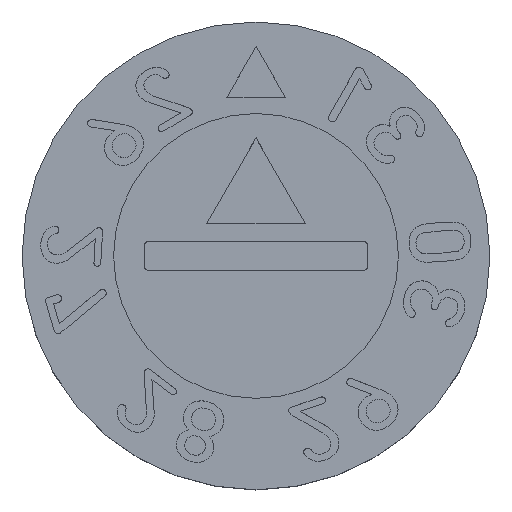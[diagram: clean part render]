
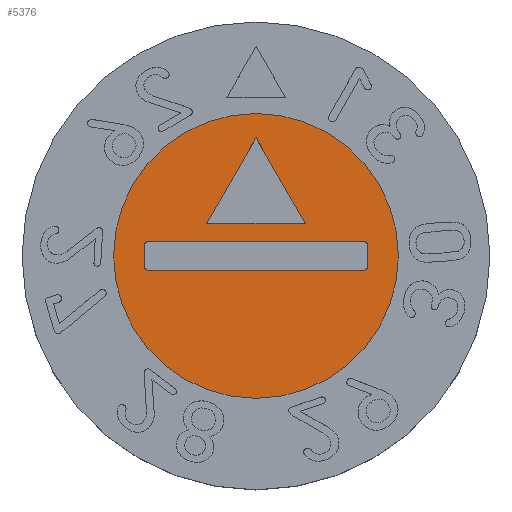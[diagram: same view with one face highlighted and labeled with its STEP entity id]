
A CAD part, top view. The second image highlights one B-rep face of the part: STEP entity #5376.
In plain terms, the highlighted planar face has unit normal (0, 0, 1).
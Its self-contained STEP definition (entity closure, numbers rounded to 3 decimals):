
#46=CIRCLE('',#5549,0.1);
#48=CIRCLE('',#5553,0.1);
#50=CIRCLE('',#5557,0.1);
#52=CIRCLE('',#5561,0.1);
#60=CIRCLE('',#5583,3.5);
#85=FACE_BOUND('',#1186,.T.);
#86=FACE_BOUND('',#1187,.T.);
#870=FACE_OUTER_BOUND('',#1185,.T.);
#1185=EDGE_LOOP('',(#4956));
#1186=EDGE_LOOP('',(#4957,#4958,#4959));
#1187=EDGE_LOOP('',(#4960,#4961,#4962,#4963,#4964,#4965,#4966,#4967));
#1583=LINE('',#10060,#2023);
#1587=LINE('',#10068,#2027);
#1590=LINE('',#10073,#2030);
#1592=LINE('',#10079,#2032);
#1597=LINE('',#10093,#2037);
#1601=LINE('',#10105,#2041);
#1605=LINE('',#10117,#2045);
#2023=VECTOR('',#6204,10.);
#2027=VECTOR('',#6210,10.);
#2030=VECTOR('',#6215,10.);
#2032=VECTOR('',#6221,10.);
#2037=VECTOR('',#6234,10.);
#2041=VECTOR('',#6246,10.);
#2045=VECTOR('',#6258,10.);
#2555=VERTEX_POINT('',#10058);
#2556=VERTEX_POINT('',#10059);
#2559=VERTEX_POINT('',#10067);
#2561=VERTEX_POINT('',#10077);
#2562=VERTEX_POINT('',#10078);
#2565=VERTEX_POINT('',#10086);
#2567=VERTEX_POINT('',#10092);
#2569=VERTEX_POINT('',#10098);
#2571=VERTEX_POINT('',#10104);
#2573=VERTEX_POINT('',#10110);
#2575=VERTEX_POINT('',#10116);
#2595=VERTEX_POINT('',#10183);
#3325=EDGE_CURVE('',#2555,#2556,#1583,.T.);
#3329=EDGE_CURVE('',#2559,#2555,#1587,.T.);
#3332=EDGE_CURVE('',#2556,#2559,#1590,.T.);
#3334=EDGE_CURVE('',#2561,#2562,#1592,.T.);
#3338=EDGE_CURVE('',#2565,#2561,#46,.T.);
#3341=EDGE_CURVE('',#2567,#2565,#1597,.T.);
#3344=EDGE_CURVE('',#2569,#2567,#48,.T.);
#3347=EDGE_CURVE('',#2571,#2569,#1601,.T.);
#3350=EDGE_CURVE('',#2573,#2571,#50,.T.);
#3353=EDGE_CURVE('',#2575,#2573,#1605,.T.);
#3356=EDGE_CURVE('',#2562,#2575,#52,.T.);
#3385=EDGE_CURVE('',#2595,#2595,#60,.T.);
#4956=ORIENTED_EDGE('',*,*,#3385,.T.);
#4957=ORIENTED_EDGE('',*,*,#3325,.T.);
#4958=ORIENTED_EDGE('',*,*,#3332,.T.);
#4959=ORIENTED_EDGE('',*,*,#3329,.T.);
#4960=ORIENTED_EDGE('',*,*,#3334,.T.);
#4961=ORIENTED_EDGE('',*,*,#3356,.T.);
#4962=ORIENTED_EDGE('',*,*,#3353,.T.);
#4963=ORIENTED_EDGE('',*,*,#3350,.T.);
#4964=ORIENTED_EDGE('',*,*,#3347,.T.);
#4965=ORIENTED_EDGE('',*,*,#3344,.T.);
#4966=ORIENTED_EDGE('',*,*,#3341,.T.);
#4967=ORIENTED_EDGE('',*,*,#3338,.T.);
#5084=PLANE('',#5585);
#5376=ADVANCED_FACE('',(#870,#85,#86),#5084,.T.);
#5549=AXIS2_PLACEMENT_3D('',#10087,#6227,#6228);
#5553=AXIS2_PLACEMENT_3D('',#10099,#6239,#6240);
#5557=AXIS2_PLACEMENT_3D('',#10111,#6251,#6252);
#5561=AXIS2_PLACEMENT_3D('',#10122,#6263,#6264);
#5583=AXIS2_PLACEMENT_3D('',#10184,#6328,#6329);
#5585=AXIS2_PLACEMENT_3D('',#10188,#6333,#6334);
#6204=DIRECTION('',(0.5,0.866,0.));
#6210=DIRECTION('',(-1.,0.,0.));
#6215=DIRECTION('',(0.5,-0.866,0.));
#6221=DIRECTION('',(0.,1.,0.));
#6227=DIRECTION('center_axis',(0.,0.,-1.));
#6228=DIRECTION('ref_axis',(-1.,0.,0.));
#6234=DIRECTION('',(-1.,0.,0.));
#6239=DIRECTION('center_axis',(0.,0.,-1.));
#6240=DIRECTION('ref_axis',(0.,-1.,0.));
#6246=DIRECTION('',(0.,-1.,0.));
#6251=DIRECTION('center_axis',(0.,0.,-1.));
#6252=DIRECTION('ref_axis',(1.,0.,0.));
#6258=DIRECTION('',(1.,0.,0.));
#6263=DIRECTION('center_axis',(0.,0.,-1.));
#6264=DIRECTION('ref_axis',(0.,1.,0.));
#6328=DIRECTION('center_axis',(0.,0.,1.));
#6329=DIRECTION('ref_axis',(1.,0.,0.));
#6333=DIRECTION('center_axis',(0.,0.,1.));
#6334=DIRECTION('ref_axis',(1.,0.,0.));
#10058=CARTESIAN_POINT('',(-1.212,0.8,3.5));
#10059=CARTESIAN_POINT('',(0.,2.9,3.5));
#10060=CARTESIAN_POINT('',(-1.234,0.763,3.5));
#10067=CARTESIAN_POINT('',(1.212,0.8,3.5));
#10068=CARTESIAN_POINT('',(0.606,0.8,3.5));
#10073=CARTESIAN_POINT('',(0.628,1.813,3.5));
#10077=CARTESIAN_POINT('',(-2.75,-0.25,3.5));
#10078=CARTESIAN_POINT('',(-2.75,0.25,3.5));
#10079=CARTESIAN_POINT('',(-2.75,-0.125,3.5));
#10086=CARTESIAN_POINT('',(-2.65,-0.35,3.5));
#10087=CARTESIAN_POINT('Origin',(-2.65,-0.25,3.5));
#10092=CARTESIAN_POINT('',(2.65,-0.35,3.5));
#10093=CARTESIAN_POINT('',(1.325,-0.35,3.5));
#10098=CARTESIAN_POINT('',(2.75,-0.25,3.5));
#10099=CARTESIAN_POINT('Origin',(2.65,-0.25,3.5));
#10104=CARTESIAN_POINT('',(2.75,0.25,3.5));
#10105=CARTESIAN_POINT('',(2.75,0.125,3.5));
#10110=CARTESIAN_POINT('',(2.65,0.35,3.5));
#10111=CARTESIAN_POINT('Origin',(2.65,0.25,3.5));
#10116=CARTESIAN_POINT('',(-2.65,0.35,3.5));
#10117=CARTESIAN_POINT('',(-1.325,0.35,3.5));
#10122=CARTESIAN_POINT('Origin',(-2.65,0.25,3.5));
#10183=CARTESIAN_POINT('',(-3.5,0.,3.5));
#10184=CARTESIAN_POINT('Origin',(0.,0.,3.5));
#10188=CARTESIAN_POINT('Origin',(0.,0.,3.5));
